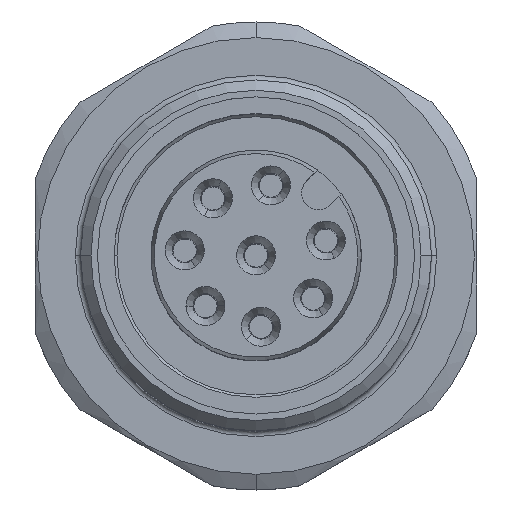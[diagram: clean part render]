
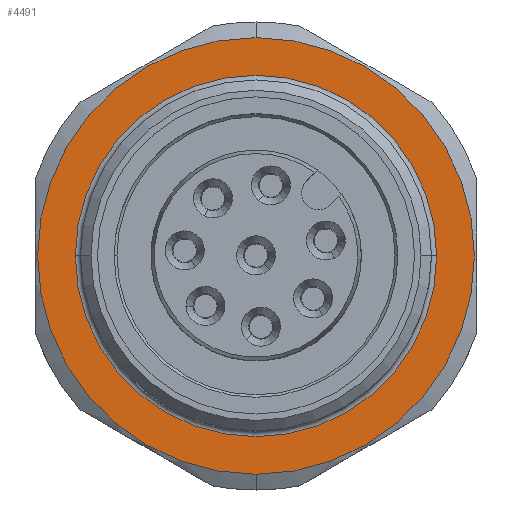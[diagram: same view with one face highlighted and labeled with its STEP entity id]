
A CAD part, top view. The second image highlights one B-rep face of the part: STEP entity #4491.
In plain terms, the highlighted planar face has unit normal (0, 0, 1).
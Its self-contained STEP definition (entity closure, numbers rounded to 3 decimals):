
#48 = DIRECTION ( 'NONE',  ( 0., -1., 0. ) ) ;
#100 = CARTESIAN_POINT ( 'NONE',  ( 0., 0., 0. ) ) ;
#349 = FACE_OUTER_BOUND ( 'NONE', #1227, .T. ) ;
#527 = DIRECTION ( 'NONE',  ( 0., -1., 0. ) ) ;
#757 = VERTEX_POINT ( 'NONE', #3206 ) ;
#964 = EDGE_CURVE ( 'NONE', #4152, #2260, #3616, .T. ) ;
#1054 = ORIENTED_EDGE ( 'NONE', *, *, #2210, .T. ) ;
#1227 = EDGE_LOOP ( 'NONE', ( #2688, #1054 ) ) ;
#1538 = CARTESIAN_POINT ( 'NONE',  ( 0., 0., 0. ) ) ;
#1557 = CARTESIAN_POINT ( 'NONE',  ( 0., 0., 0. ) ) ;
#1589 = CIRCLE ( 'NONE', #4792, 8.4 ) ;
#1927 = EDGE_CURVE ( 'NONE', #3351, #757, #2199, .T. ) ;
#1942 = DIRECTION ( 'NONE',  ( -1., 0., 0. ) ) ;
#1959 = DIRECTION ( 'NONE',  ( -1., 0., 0. ) ) ;
#2085 = CIRCLE ( 'NONE', #5032, 6.95 ) ;
#2199 = CIRCLE ( 'NONE', #5270, 6.95 ) ;
#2202 = CARTESIAN_POINT ( 'NONE',  ( 0., 8.4, 0. ) ) ;
#2210 = EDGE_CURVE ( 'NONE', #2260, #4152, #1589, .T. ) ;
#2260 = VERTEX_POINT ( 'NONE', #2202 ) ;
#2363 = PLANE ( 'NONE',  #2833 ) ;
#2545 = DIRECTION ( 'NONE',  ( 0., 0., 1. ) ) ;
#2642 = AXIS2_PLACEMENT_3D ( 'NONE', #4950, #2545, #48 ) ;
#2688 = ORIENTED_EDGE ( 'NONE', *, *, #964, .T. ) ;
#2778 = DIRECTION ( 'NONE',  ( 1., 0., 0. ) ) ;
#2833 = AXIS2_PLACEMENT_3D ( 'NONE', #3570, #5174, #2778 ) ;
#3001 = DIRECTION ( 'NONE',  ( 0., 0., 1. ) ) ;
#3019 = ORIENTED_EDGE ( 'NONE', *, *, #3973, .F. ) ;
#3206 = CARTESIAN_POINT ( 'NONE',  ( -6.95, 0., 0. ) ) ;
#3303 = CARTESIAN_POINT ( 'NONE',  ( 0., -8.4, 0. ) ) ;
#3351 = VERTEX_POINT ( 'NONE', #3698 ) ;
#3570 = CARTESIAN_POINT ( 'NONE',  ( 0., 0., 0. ) ) ;
#3616 = CIRCLE ( 'NONE', #2642, 8.4 ) ;
#3698 = CARTESIAN_POINT ( 'NONE',  ( 6.95, 0., 0. ) ) ;
#3973 = EDGE_CURVE ( 'NONE', #757, #3351, #2085, .T. ) ;
#4152 = VERTEX_POINT ( 'NONE', #3303 ) ;
#4340 = ORIENTED_EDGE ( 'NONE', *, *, #1927, .F. ) ;
#4388 = DIRECTION ( 'NONE',  ( 0., 0., 1. ) ) ;
#4402 = DIRECTION ( 'NONE',  ( 0., 0., 1. ) ) ;
#4491 = ADVANCED_FACE ( 'NONE', ( #349, #4574 ), #2363, .T. ) ;
#4574 = FACE_BOUND ( 'NONE', #4645, .T. ) ;
#4645 = EDGE_LOOP ( 'NONE', ( #3019, #4340 ) ) ;
#4792 = AXIS2_PLACEMENT_3D ( 'NONE', #100, #3001, #527 ) ;
#4950 = CARTESIAN_POINT ( 'NONE',  ( 0., 0., 0. ) ) ;
#5032 = AXIS2_PLACEMENT_3D ( 'NONE', #1538, #4388, #1942 ) ;
#5174 = DIRECTION ( 'NONE',  ( 0., 0., 1. ) ) ;
#5270 = AXIS2_PLACEMENT_3D ( 'NONE', #1557, #4402, #1959 ) ;
